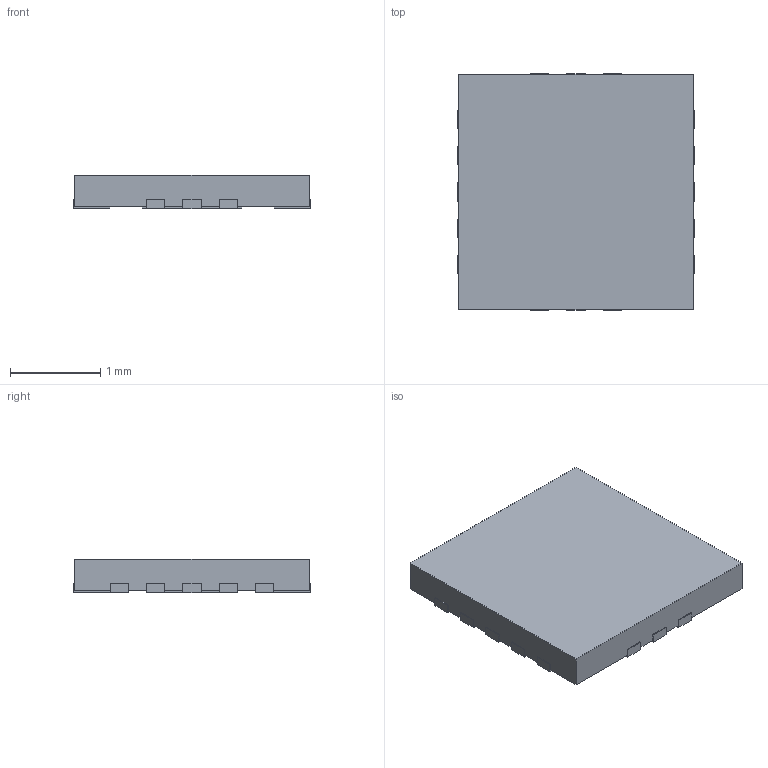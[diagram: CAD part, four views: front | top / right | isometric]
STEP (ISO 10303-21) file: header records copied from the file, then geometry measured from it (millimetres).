
FILE_DESCRIPTION(('FreeCAD Model'),'2;1');
FILE_NAME('Open CASCADE Shape Model','2021-06-21T23:20:00',(''),(''), 'Open CASCADE STEP processor 7.4','FreeCAD','Unknown');
FILE_SCHEMA(('AUTOMOTIVE_DESIGN { 1 0 10303 214 1 1 1 1 }'));
Length unit declared in the file: millimetre
Products named in the file (1): union
Bounding box: 2.62 x 2.62 x 0.37 mm (x, y, z)
Volume: 2.4 mm3; surface area: 17.7 mm2
Topology: 1 solids, 1 shells, 107 faces, 312 edges, 208 vertices
Faces by surface type: plane 107
Entity records: 3567 total; most frequent: CARTESIAN_POINT 628, ORIENTED_EDGE 624, DIRECTION 528, EDGE_CURVE 312, LINE 312, VECTOR 312, VERTEX_POINT 208, AXIS2_PLACEMENT_3D 108
